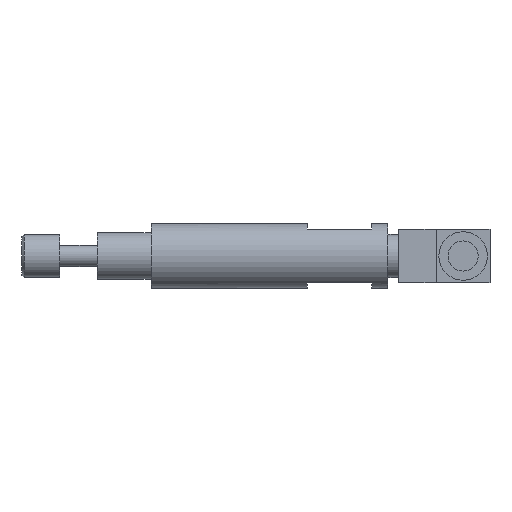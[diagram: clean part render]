
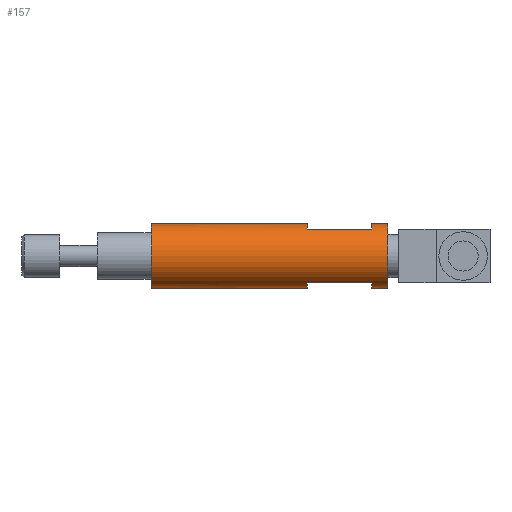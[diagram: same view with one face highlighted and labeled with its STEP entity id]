
A CAD part, front view. The second image highlights one B-rep face of the part: STEP entity #157.
In plain terms, the highlighted cylindrical face has radius 3 mm (diameter 6 mm), a full revolution.
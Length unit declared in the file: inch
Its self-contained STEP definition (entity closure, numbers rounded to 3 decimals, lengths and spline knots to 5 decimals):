
#5 = ORIENTED_EDGE ( 'NONE', *, *, #75, .F. ) ;
#9 = EDGE_LOOP ( 'NONE', ( #435, #207, #341, #117 ) ) ;
#16 = DIRECTION ( 'NONE',  ( 0., 0., -1. ) ) ;
#23 = AXIS2_PLACEMENT_3D ( 'NONE', #183, #429, #54 ) ;
#24 = CARTESIAN_POINT ( 'NONE',  ( 0.47244, 0., 0.11811 ) ) ;
#26 = CIRCLE ( 'NONE', #304, 0.11811 ) ;
#33 = DIRECTION ( 'NONE',  ( -1., 0., 0. ) ) ;
#54 = DIRECTION ( 'NONE',  ( 0., 0., 1. ) ) ;
#61 = FACE_OUTER_BOUND ( 'NONE', #159, .T. ) ;
#73 = VERTEX_POINT ( 'NONE', #105 ) ;
#75 = EDGE_CURVE ( 'NONE', #185, #120, #180, .T. ) ;
#76 = CARTESIAN_POINT ( 'NONE',  ( 1.27953, 0., 0. ) ) ;
#77 = VERTEX_POINT ( 'NONE', #571 ) ;
#90 = CIRCLE ( 'NONE', #150, 0.11811 ) ;
#103 = VERTEX_POINT ( 'NONE', #562 ) ;
#105 = CARTESIAN_POINT ( 'NONE',  ( 1.04331, 0.06529, -0.09843 ) ) ;
#117 = ORIENTED_EDGE ( 'NONE', *, *, #615, .T. ) ;
#120 = VERTEX_POINT ( 'NONE', #434 ) ;
#127 = CARTESIAN_POINT ( 'NONE',  ( 0., -0.06529, -0.09843 ) ) ;
#133 = LINE ( 'NONE', #709, #695 ) ;
#138 = DIRECTION ( 'NONE',  ( 1., 0., 0. ) ) ;
#139 = ORIENTED_EDGE ( 'NONE', *, *, #578, .F. ) ;
#141 = VECTOR ( 'NONE', #680, 39.37008 ) ;
#150 = AXIS2_PLACEMENT_3D ( 'NONE', #671, #478, #790 ) ;
#157 = ADVANCED_FACE ( 'NONE', ( #528, #61, #259, #326 ), #335, .T. ) ;
#159 = EDGE_LOOP ( 'NONE', ( #331 ) ) ;
#163 = EDGE_CURVE ( 'NONE', #803, #77, #710, .T. ) ;
#178 = CARTESIAN_POINT ( 'NONE',  ( 1.27953, -0.06529, -0.09843 ) ) ;
#180 = LINE ( 'NONE', #754, #191 ) ;
#182 = VERTEX_POINT ( 'NONE', #329 ) ;
#183 = CARTESIAN_POINT ( 'NONE',  ( 0., 0., 0. ) ) ;
#185 = VERTEX_POINT ( 'NONE', #781 ) ;
#191 = VECTOR ( 'NONE', #33, 39.37008 ) ;
#198 = DIRECTION ( 'NONE',  ( -1., 0., 0. ) ) ;
#207 = ORIENTED_EDGE ( 'NONE', *, *, #309, .T. ) ;
#235 = CARTESIAN_POINT ( 'NONE',  ( 1.27953, 0.06529, -0.09843 ) ) ;
#259 = FACE_OUTER_BOUND ( 'NONE', #567, .T. ) ;
#264 = DIRECTION ( 'NONE',  ( 0., 0., 1. ) ) ;
#269 = DIRECTION ( 'NONE',  ( -1., 0., 0. ) ) ;
#271 = CARTESIAN_POINT ( 'NONE',  ( 1.33858, 0., 0. ) ) ;
#277 = EDGE_CURVE ( 'NONE', #182, #831, #133, .T. ) ;
#304 = AXIS2_PLACEMENT_3D ( 'NONE', #465, #328, #460 ) ;
#309 = EDGE_CURVE ( 'NONE', #803, #541, #90, .T. ) ;
#314 = DIRECTION ( 'NONE',  ( -1., 0., 0. ) ) ;
#324 = CIRCLE ( 'NONE', #649, 0.11811 ) ;
#325 = EDGE_CURVE ( 'NONE', #103, #103, #324, .T. ) ;
#326 = FACE_BOUND ( 'NONE', #9, .T. ) ;
#328 = DIRECTION ( 'NONE',  ( -1., 0., 0. ) ) ;
#329 = CARTESIAN_POINT ( 'NONE',  ( 1.04331, -0.06529, 0.09843 ) ) ;
#331 = ORIENTED_EDGE ( 'NONE', *, *, #325, .T. ) ;
#335 = CYLINDRICAL_SURFACE ( 'NONE', #23, 0.11811 ) ;
#336 = EDGE_CURVE ( 'NONE', #120, #182, #835, .T. ) ;
#341 = ORIENTED_EDGE ( 'NONE', *, *, #412, .F. ) ;
#358 = AXIS2_PLACEMENT_3D ( 'NONE', #597, #198, #419 ) ;
#382 = EDGE_LOOP ( 'NONE', ( #5, #139, #728, #707 ) ) ;
#389 = AXIS2_PLACEMENT_3D ( 'NONE', #409, #662, #16 ) ;
#409 = CARTESIAN_POINT ( 'NONE',  ( 1.04331, 0., 0. ) ) ;
#412 = EDGE_CURVE ( 'NONE', #73, #541, #786, .T. ) ;
#419 = DIRECTION ( 'NONE',  ( 0., 0., 1. ) ) ;
#429 = DIRECTION ( 'NONE',  ( -1., 0., 0. ) ) ;
#434 = CARTESIAN_POINT ( 'NONE',  ( 1.04331, 0.06529, 0.09843 ) ) ;
#435 = ORIENTED_EDGE ( 'NONE', *, *, #163, .F. ) ;
#451 = CIRCLE ( 'NONE', #358, 0.11811 ) ;
#460 = DIRECTION ( 'NONE',  ( 0., 0., 1. ) ) ;
#465 = CARTESIAN_POINT ( 'NONE',  ( 1.04331, 0., 0. ) ) ;
#473 = DIRECTION ( 'NONE',  ( 0., 0., 1. ) ) ;
#478 = DIRECTION ( 'NONE',  ( 1., 0., 0. ) ) ;
#501 = AXIS2_PLACEMENT_3D ( 'NONE', #76, #269, #264 ) ;
#528 = FACE_BOUND ( 'NONE', #382, .T. ) ;
#541 = VERTEX_POINT ( 'NONE', #235 ) ;
#561 = CARTESIAN_POINT ( 'NONE',  ( 0., 0.06529, -0.09843 ) ) ;
#562 = CARTESIAN_POINT ( 'NONE',  ( 1.33858, 0., 0.11811 ) ) ;
#567 = EDGE_LOOP ( 'NONE', ( #650 ) ) ;
#571 = CARTESIAN_POINT ( 'NONE',  ( 1.04331, -0.06529, -0.09843 ) ) ;
#575 = VERTEX_POINT ( 'NONE', #24 ) ;
#578 = EDGE_CURVE ( 'NONE', #831, #185, #621, .T. ) ;
#597 = CARTESIAN_POINT ( 'NONE',  ( 0.47244, 0., 0. ) ) ;
#615 = EDGE_CURVE ( 'NONE', #73, #77, #26, .T. ) ;
#621 = CIRCLE ( 'NONE', #501, 0.11811 ) ;
#649 = AXIS2_PLACEMENT_3D ( 'NONE', #271, #784, #473 ) ;
#650 = ORIENTED_EDGE ( 'NONE', *, *, #714, .F. ) ;
#662 = DIRECTION ( 'NONE',  ( 1., 0., 0. ) ) ;
#667 = CARTESIAN_POINT ( 'NONE',  ( 1.27953, -0.06529, 0.09843 ) ) ;
#671 = CARTESIAN_POINT ( 'NONE',  ( 1.27953, 0., 0. ) ) ;
#680 = DIRECTION ( 'NONE',  ( 1., 0., 0. ) ) ;
#695 = VECTOR ( 'NONE', #138, 39.37008 ) ;
#707 = ORIENTED_EDGE ( 'NONE', *, *, #336, .F. ) ;
#709 = CARTESIAN_POINT ( 'NONE',  ( 0., -0.06529, 0.09843 ) ) ;
#710 = LINE ( 'NONE', #127, #836 ) ;
#714 = EDGE_CURVE ( 'NONE', #575, #575, #451, .T. ) ;
#728 = ORIENTED_EDGE ( 'NONE', *, *, #277, .F. ) ;
#754 = CARTESIAN_POINT ( 'NONE',  ( 0., 0.06529, 0.09843 ) ) ;
#781 = CARTESIAN_POINT ( 'NONE',  ( 1.27953, 0.06529, 0.09843 ) ) ;
#784 = DIRECTION ( 'NONE',  ( -1., 0., 0. ) ) ;
#786 = LINE ( 'NONE', #561, #141 ) ;
#790 = DIRECTION ( 'NONE',  ( 0., 0., -1. ) ) ;
#803 = VERTEX_POINT ( 'NONE', #178 ) ;
#831 = VERTEX_POINT ( 'NONE', #667 ) ;
#835 = CIRCLE ( 'NONE', #389, 0.11811 ) ;
#836 = VECTOR ( 'NONE', #314, 39.37008 ) ;
